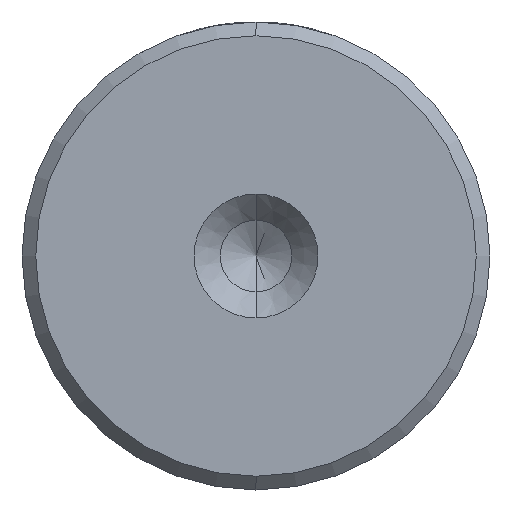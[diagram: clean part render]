
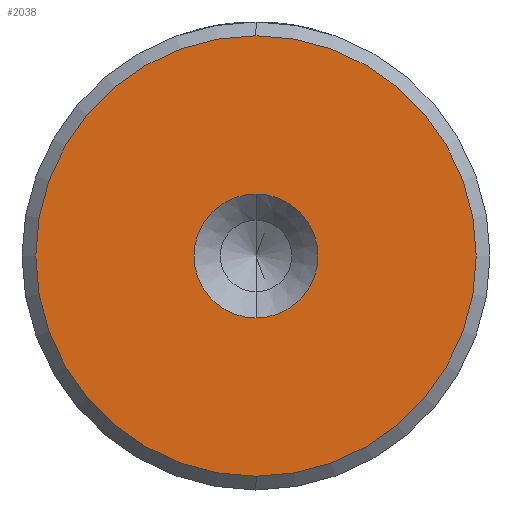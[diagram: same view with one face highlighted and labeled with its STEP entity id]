
A CAD part, left-side view. The second image highlights one B-rep face of the part: STEP entity #2038.
In plain terms, the highlighted planar face has unit normal (-1, 0, 0).
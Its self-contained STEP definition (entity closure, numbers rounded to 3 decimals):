
#4 = ORIENTED_EDGE ( 'NONE', *, *, #1921, .T. ) ;
#394 = CIRCLE ( 'NONE', #763, 8. ) ;
#395 = ORIENTED_EDGE ( 'NONE', *, *, #835, .F. ) ;
#528 = CARTESIAN_POINT ( 'NONE',  ( 0., 0., -2.25 ) ) ;
#534 = VERTEX_POINT ( 'NONE', #528 ) ;
#567 = DIRECTION ( 'NONE',  ( -1., 0., 0. ) ) ;
#624 = CARTESIAN_POINT ( 'NONE',  ( 0., 0., 0. ) ) ;
#638 = CARTESIAN_POINT ( 'NONE',  ( 0., 0., 0. ) ) ;
#642 = CIRCLE ( 'NONE', #1540, 2.25 ) ;
#716 = CARTESIAN_POINT ( 'NONE',  ( 0., 0., 0. ) ) ;
#757 = CARTESIAN_POINT ( 'NONE',  ( 0., 0., 0. ) ) ;
#760 = EDGE_CURVE ( 'NONE', #534, #874, #642, .T. ) ;
#763 = AXIS2_PLACEMENT_3D ( 'NONE', #624, #1852, #821 ) ;
#790 = EDGE_LOOP ( 'NONE', ( #1033, #4 ) ) ;
#805 = AXIS2_PLACEMENT_3D ( 'NONE', #638, #1866, #833 ) ;
#821 = DIRECTION ( 'NONE',  ( 0., 0., 1. ) ) ;
#833 = DIRECTION ( 'NONE',  ( 0., 0., 1. ) ) ;
#835 = EDGE_CURVE ( 'NONE', #874, #534, #1818, .T. ) ;
#874 = VERTEX_POINT ( 'NONE', #2049 ) ;
#908 = DIRECTION ( 'NONE',  ( 0., 0., 1. ) ) ;
#951 = AXIS2_PLACEMENT_3D ( 'NONE', #757, #567, #2144 ) ;
#977 = CARTESIAN_POINT ( 'NONE',  ( 0., 0., 0. ) ) ;
#1003 = FACE_OUTER_BOUND ( 'NONE', #790, .T. ) ;
#1033 = ORIENTED_EDGE ( 'NONE', *, *, #1074, .T. ) ;
#1039 = VERTEX_POINT ( 'NONE', #1671 ) ;
#1074 = EDGE_CURVE ( 'NONE', #1039, #1163, #394, .T. ) ;
#1103 = PLANE ( 'NONE',  #951 ) ;
#1144 = DIRECTION ( 'NONE',  ( 0., 0., 1. ) ) ;
#1163 = VERTEX_POINT ( 'NONE', #2202 ) ;
#1401 = FACE_BOUND ( 'NONE', #1828, .T. ) ;
#1540 = AXIS2_PLACEMENT_3D ( 'NONE', #977, #2179, #1144 ) ;
#1671 = CARTESIAN_POINT ( 'NONE',  ( 0., 0., -8. ) ) ;
#1778 = ORIENTED_EDGE ( 'NONE', *, *, #760, .F. ) ;
#1791 = AXIS2_PLACEMENT_3D ( 'NONE', #716, #1936, #908 ) ;
#1818 = CIRCLE ( 'NONE', #805, 2.25 ) ;
#1828 = EDGE_LOOP ( 'NONE', ( #395, #1778 ) ) ;
#1852 = DIRECTION ( 'NONE',  ( -1., 0., 0. ) ) ;
#1866 = DIRECTION ( 'NONE',  ( -1., 0., 0. ) ) ;
#1921 = EDGE_CURVE ( 'NONE', #1163, #1039, #2135, .T. ) ;
#1936 = DIRECTION ( 'NONE',  ( -1., 0., 0. ) ) ;
#2038 = ADVANCED_FACE ( 'NONE', ( #1003, #1401 ), #1103, .T. ) ;
#2049 = CARTESIAN_POINT ( 'NONE',  ( 0., 0., 2.25 ) ) ;
#2135 = CIRCLE ( 'NONE', #1791, 8. ) ;
#2144 = DIRECTION ( 'NONE',  ( 0., 0., 1. ) ) ;
#2179 = DIRECTION ( 'NONE',  ( -1., 0., 0. ) ) ;
#2202 = CARTESIAN_POINT ( 'NONE',  ( 0., 0., 8. ) ) ;
